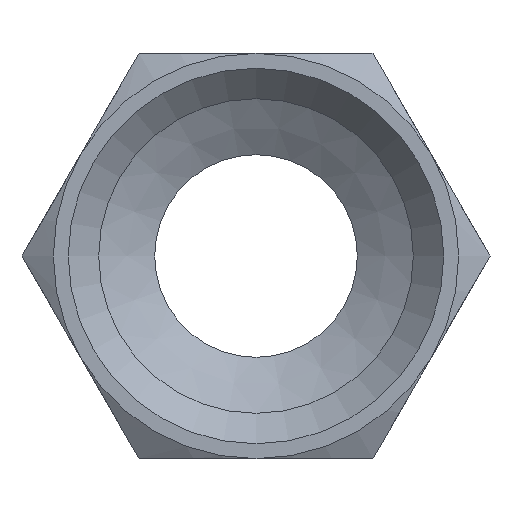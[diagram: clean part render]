
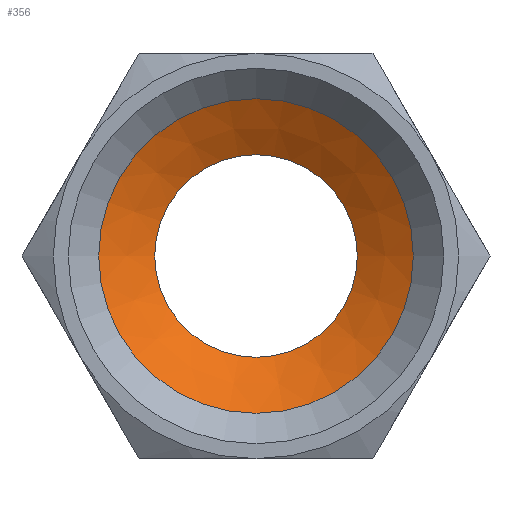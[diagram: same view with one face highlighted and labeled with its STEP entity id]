
A CAD part, left-side view. The second image highlights one B-rep face of the part: STEP entity #356.
In plain terms, the highlighted conical face has half-angle 59 degrees and reference radius 4.658 mm.
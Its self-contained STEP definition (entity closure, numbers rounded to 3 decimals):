
#69=CONICAL_SURFACE($,#398,4.658,59.);
#82=FACE_BOUND($,#127,.T.);
#98=FACE_OUTER_BOUND($,#126,.T.);
#126=EDGE_LOOP($,(#264));
#127=EDGE_LOOP($,(#265));
#157=CIRCLE($,#390,9.316);
#164=CIRCLE($,#399,6.);
#181=VERTEX_POINT($,#569);
#188=VERTEX_POINT($,#585);
#211=EDGE_CURVE($,#181,#181,#157,.T.);
#218=EDGE_CURVE($,#188,#188,#164,.T.);
#264=ORIENTED_EDGE($,*,*,#218,.F.);
#265=ORIENTED_EDGE($,*,*,#211,.T.);
#356=ADVANCED_FACE($,(#98,#82),#69,.F.);
#390=AXIS2_PLACEMENT_3D($,#570,#449,#450);
#398=AXIS2_PLACEMENT_3D($,#584,#465,#466);
#399=AXIS2_PLACEMENT_3D($,#586,#467,#468);
#449=DIRECTION('center_axis',(-1.,0.,0.));
#450=DIRECTION('ref_axis',(0.,-1.,0.));
#465=DIRECTION('center_axis',(-1.,0.,0.));
#466=DIRECTION('ref_axis',(0.,-1.,0.));
#467=DIRECTION('center_axis',(-1.,0.,0.));
#468=DIRECTION('ref_axis',(0.,1.,0.));
#569=CARTESIAN_POINT('',(-10.2,-9.315,0.));
#570=CARTESIAN_POINT('Origin',(-10.2,0.,0.));
#584=CARTESIAN_POINT('Origin',(-7.401,0.,
0.));
#585=CARTESIAN_POINT('',(-8.208,-6.,0.));
#586=CARTESIAN_POINT('Origin',(-8.208,0.,0.));
